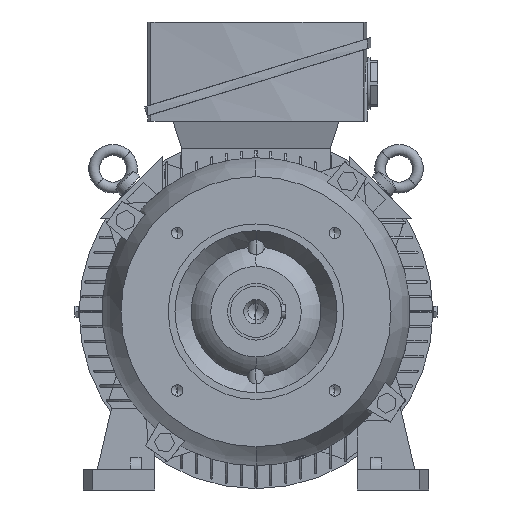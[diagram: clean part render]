
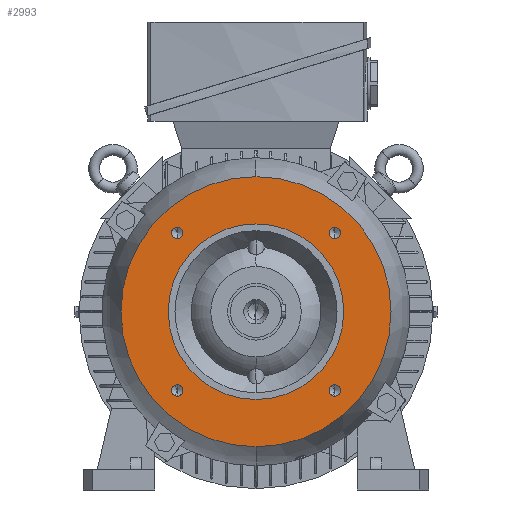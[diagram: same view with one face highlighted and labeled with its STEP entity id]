
A CAD part, left-side view. The second image highlights one B-rep face of the part: STEP entity #2993.
In plain terms, the highlighted planar face has unit normal (-1, 0, 0).
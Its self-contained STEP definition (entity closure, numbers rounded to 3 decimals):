
#2993=ADVANCED_FACE('',(#6039,#6040,#6041,#6042,#6043,#6044),#6045,.T.);
#6039=FACE_BOUND('',#9093,.T.);
#6040=FACE_BOUND('',#9094,.T.);
#6041=FACE_BOUND('',#9095,.T.);
#6042=FACE_BOUND('',#9096,.T.);
#6043=FACE_OUTER_BOUND('',#9097,.T.);
#6044=FACE_BOUND('',#9098,.T.);
#6045=PLANE('',#9099);
#9093=EDGE_LOOP('',(#18401,#18402));
#9094=EDGE_LOOP('',(#18403,#18404));
#9095=EDGE_LOOP('',(#18405,#18406));
#9096=EDGE_LOOP('',(#18407,#18408));
#9097=EDGE_LOOP('',(#18409,#18410));
#9098=EDGE_LOOP('',(#18411,#18412));
#9099=AXIS2_PLACEMENT_3D('',#18413,#18414,#18415);
#18401=ORIENTED_EDGE('',*,*,#22025,.T.);
#18402=ORIENTED_EDGE('',*,*,#18639,.T.);
#18403=ORIENTED_EDGE('',*,*,#22029,.T.);
#18404=ORIENTED_EDGE('',*,*,#18631,.T.);
#18405=ORIENTED_EDGE('',*,*,#22033,.T.);
#18406=ORIENTED_EDGE('',*,*,#18623,.T.);
#18407=ORIENTED_EDGE('',*,*,#22037,.T.);
#18408=ORIENTED_EDGE('',*,*,#18615,.T.);
#18409=ORIENTED_EDGE('',*,*,#22013,.F.);
#18410=ORIENTED_EDGE('',*,*,#18653,.F.);
#18411=ORIENTED_EDGE('',*,*,#18591,.T.);
#18412=ORIENTED_EDGE('',*,*,#22091,.T.);
#18413=CARTESIAN_POINT('',(-50.5,0.0,82.5));
#18414=DIRECTION('',(-1.0,0.0,0.));
#18415=DIRECTION('',(0.,0.0,-1.0));
#18591=EDGE_CURVE('',#22346,#22350,#22352,.T.);
#18615=EDGE_CURVE('',#22390,#22387,#22391,.T.);
#18623=EDGE_CURVE('',#22403,#22400,#22404,.T.);
#18631=EDGE_CURVE('',#22416,#22413,#22417,.T.);
#18639=EDGE_CURVE('',#22429,#22426,#22430,.T.);
#18653=EDGE_CURVE('',#22450,#22453,#22454,.T.);
#22013=EDGE_CURVE('',#22453,#22450,#27447,.T.);
#22025=EDGE_CURVE('',#22426,#22429,#27460,.T.);
#22029=EDGE_CURVE('',#22413,#22416,#27464,.T.);
#22033=EDGE_CURVE('',#22400,#22403,#27468,.T.);
#22037=EDGE_CURVE('',#22387,#22390,#27472,.T.);
#22091=EDGE_CURVE('',#22350,#22346,#27536,.T.);
#22346=VERTEX_POINT('',#28053);
#22350=VERTEX_POINT('',#28058);
#22352=CIRCLE('',#28061,65.0);
#22387=VERTEX_POINT('',#28236);
#22390=VERTEX_POINT('',#28240);
#22391=CIRCLE('',#28241,4.19);
#22400=VERTEX_POINT('',#28253);
#22403=VERTEX_POINT('',#28257);
#22404=CIRCLE('',#28258,4.19);
#22413=VERTEX_POINT('',#28270);
#22416=VERTEX_POINT('',#28274);
#22417=CIRCLE('',#28275,4.19);
#22426=VERTEX_POINT('',#28287);
#22429=VERTEX_POINT('',#28291);
#22430=CIRCLE('',#28292,4.19);
#22450=VERTEX_POINT('',#28328);
#22453=VERTEX_POINT('',#28331);
#22454=CIRCLE('',#28332,100.);
#27447=CIRCLE('',#42403,100.);
#27460=CIRCLE('',#42537,4.19);
#27464=CIRCLE('',#42541,4.19);
#27468=CIRCLE('',#42545,4.19);
#27472=CIRCLE('',#42549,4.19);
#27536=CIRCLE('',#42767,65.0);
#28053=CARTESIAN_POINT('',(-50.5,0.0,65.0));
#28058=CARTESIAN_POINT('',(-50.5,0.,-65.0));
#28061=AXIS2_PLACEMENT_3D('',#42919,#42920,#42921);
#28236=CARTESIAN_POINT('',(-50.5,-58.336,54.146));
#28240=CARTESIAN_POINT('',(-50.5,-58.336,62.526));
#28241=AXIS2_PLACEMENT_3D('',#42947,#42948,#42949);
#28253=CARTESIAN_POINT('',(-50.5,-58.336,-62.526));
#28257=CARTESIAN_POINT('',(-50.5,-58.336,-54.146));
#28258=AXIS2_PLACEMENT_3D('',#42957,#42958,#42959);
#28270=CARTESIAN_POINT('',(-50.5,58.336,-62.526));
#28274=CARTESIAN_POINT('',(-50.5,58.336,-54.146));
#28275=AXIS2_PLACEMENT_3D('',#42967,#42968,#42969);
#28287=CARTESIAN_POINT('',(-50.5,58.336,54.146));
#28291=CARTESIAN_POINT('',(-50.5,58.336,62.526));
#28292=AXIS2_PLACEMENT_3D('',#42977,#42978,#42979);
#28328=CARTESIAN_POINT('',(-50.5,0.,-100.));
#28331=CARTESIAN_POINT('',(-50.5,0.0,100.));
#28332=AXIS2_PLACEMENT_3D('',#42997,#42998,#42999);
#42403=AXIS2_PLACEMENT_3D('',#46010,#46011,#46012);
#42537=AXIS2_PLACEMENT_3D('',#46022,#46023,#46024);
#42541=AXIS2_PLACEMENT_3D('',#46028,#46029,#46030);
#42545=AXIS2_PLACEMENT_3D('',#46034,#46035,#46036);
#42549=AXIS2_PLACEMENT_3D('',#46040,#46041,#46042);
#42767=AXIS2_PLACEMENT_3D('',#46078,#46079,#46080);
#42919=CARTESIAN_POINT('',(-50.5,0.0,0.0));
#42920=DIRECTION('',(1.0,0.0,-0.0));
#42921=DIRECTION('',(0.0,0.0,1.0));
#42947=CARTESIAN_POINT('',(-50.5,-58.336,58.336));
#42948=DIRECTION('',(1.0,0.0,0.));
#42949=DIRECTION('',(0.,0.0,-1.0));
#42957=CARTESIAN_POINT('',(-50.5,-58.336,-58.336));
#42958=DIRECTION('',(1.0,0.0,0.));
#42959=DIRECTION('',(0.,0.0,-1.0));
#42967=CARTESIAN_POINT('',(-50.5,58.336,-58.336));
#42968=DIRECTION('',(1.0,0.0,0.));
#42969=DIRECTION('',(0.,0.0,-1.0));
#42977=CARTESIAN_POINT('',(-50.5,58.336,58.336));
#42978=DIRECTION('',(1.0,0.0,0.));
#42979=DIRECTION('',(0.,0.0,-1.0));
#42997=CARTESIAN_POINT('',(-50.5,0.0,0.0));
#42998=DIRECTION('',(1.0,0.0,-0.0));
#42999=DIRECTION('',(0.0,0.0,1.0));
#46010=CARTESIAN_POINT('',(-50.5,0.0,0.0));
#46011=DIRECTION('',(1.0,0.0,-0.0));
#46012=DIRECTION('',(0.0,0.0,1.0));
#46022=CARTESIAN_POINT('',(-50.5,58.336,58.336));
#46023=DIRECTION('',(1.0,0.0,0.));
#46024=DIRECTION('',(0.,0.0,-1.0));
#46028=CARTESIAN_POINT('',(-50.5,58.336,-58.336));
#46029=DIRECTION('',(1.0,0.0,0.));
#46030=DIRECTION('',(0.,0.0,-1.0));
#46034=CARTESIAN_POINT('',(-50.5,-58.336,-58.336));
#46035=DIRECTION('',(1.0,0.0,0.));
#46036=DIRECTION('',(0.,0.0,-1.0));
#46040=CARTESIAN_POINT('',(-50.5,-58.336,58.336));
#46041=DIRECTION('',(1.0,0.0,0.));
#46042=DIRECTION('',(0.,0.0,-1.0));
#46078=CARTESIAN_POINT('',(-50.5,0.0,0.0));
#46079=DIRECTION('',(1.0,0.0,-0.0));
#46080=DIRECTION('',(0.0,0.0,1.0));
